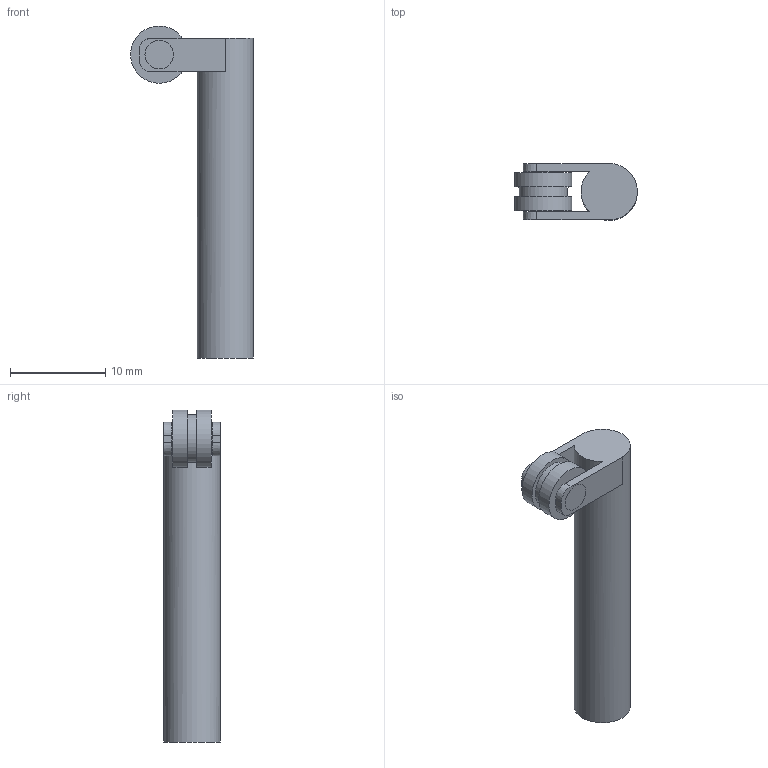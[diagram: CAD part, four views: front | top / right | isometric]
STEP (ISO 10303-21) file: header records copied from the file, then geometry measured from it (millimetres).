
FILE_DESCRIPTION(/* description */ (''),/* implementation_level */ '2;1');
FILE_NAME(/* name */ 'Slider Pin.step',/* time_stamp */ '2021-01-10T16:31:13+05:00',/* author */ (''),/* organization */ (''),/* preprocessor_version */ 'ST-DEVELOPER v18.1',/* originating_system */ 'Autodesk Translation Framework v9.7.1.1290',/* authorisation */ '');
FILE_SCHEMA (('AUTOMOTIVE_DESIGN { 1 0 10303 214 3 1 1 }'));
Length unit declared in the file: millimetre
Products named in the file (2): Slider Pin; Component1
Assembly tree (1 placements, depth 2):
  Slider Pin
    Component1
Bounding box: 12.87 x 5.9 x 34.79 mm (x, y, z)
Volume: 1065.7 mm3; surface area: 950 mm2
Topology: 2 solids, 2 shells, 28 faces, 60 edges, 40 vertices
Faces by surface type: plane 16, cylinder 8, bspline 4
Full cylindrical faces by diameter (mm): 3 x4, 5 x1, 5.9 x1, 6 x2
Entity records: 1144 total; most frequent: CARTESIAN_POINT 479, ORIENTED_EDGE 120, DIRECTION 118, EDGE_CURVE 60, AXIS2_PLACEMENT_3D 47, VERTEX_POINT 40, EDGE_LOOP 36, FACE_OUTER_BOUND 28
